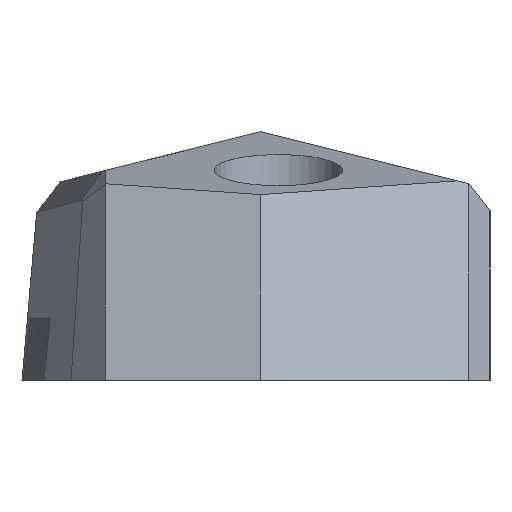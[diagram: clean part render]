
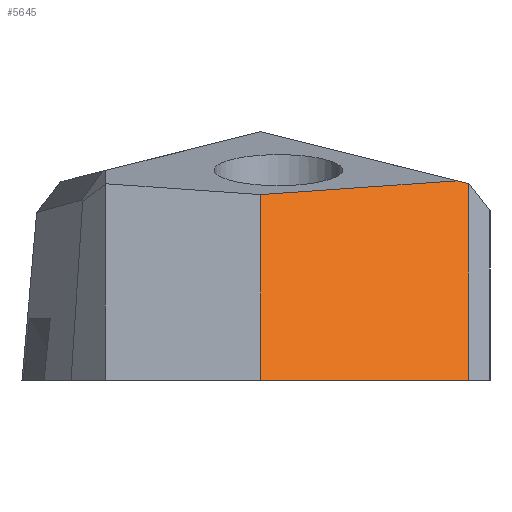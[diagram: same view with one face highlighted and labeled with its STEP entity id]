
A CAD part, left-side view. The second image highlights one B-rep face of the part: STEP entity #5645.
In plain terms, the highlighted planar face has unit normal (-0.912, -0.242, 0.332).
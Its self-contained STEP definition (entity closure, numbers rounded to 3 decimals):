
#202=PLANE('',#6017);
#498=FACE_OUTER_BOUND('',#809,.T.);
#809=EDGE_LOOP('',(#4357,#4358,#4359,#4360,#4361));
#1096=LINE('',#8161,#1839);
#1219=LINE('',#8730,#1962);
#1223=LINE('',#8736,#1966);
#1224=LINE('',#8739,#1967);
#1225=LINE('',#8740,#1968);
#1839=VECTOR('',#6374,10.667);
#1962=VECTOR('',#6625,10.667);
#1966=VECTOR('',#6633,10.667);
#1967=VECTOR('',#6636,10.667);
#1968=VECTOR('',#6637,10.667);
#2637=VERTEX_POINT('',#8158);
#2638=VERTEX_POINT('',#8160);
#2727=VERTEX_POINT('',#8728);
#2728=VERTEX_POINT('',#8729);
#2729=VERTEX_POINT('',#8738);
#3190=EDGE_CURVE('',#2637,#2638,#1096,.T.);
#3336=EDGE_CURVE('',#2727,#2728,#1219,.T.);
#3340=EDGE_CURVE('',#2638,#2728,#1223,.T.);
#3341=EDGE_CURVE('',#2729,#2637,#1224,.T.);
#3342=EDGE_CURVE('',#2727,#2729,#1225,.T.);
#4357=ORIENTED_EDGE('',*,*,#3190,.F.);
#4358=ORIENTED_EDGE('',*,*,#3341,.F.);
#4359=ORIENTED_EDGE('',*,*,#3342,.F.);
#4360=ORIENTED_EDGE('',*,*,#3336,.T.);
#4361=ORIENTED_EDGE('',*,*,#3340,.F.);
#5645=ADVANCED_FACE('',(#498),#202,.T.);
#6017=AXIS2_PLACEMENT_3D('',#8737,#6634,#6635);
#6374=DIRECTION('',(-0.257,0.966,0.));
#6625=DIRECTION('',(-0.279,0.958,-0.067));
#6633=DIRECTION('',(0.342,0.,0.94));
#6634=DIRECTION('center_axis',(-0.912,-0.243,0.332));
#6635=DIRECTION('ref_axis',(0.228,-0.97,-0.083));
#6636=DIRECTION('',(-0.342,0.,-0.94));
#6637=DIRECTION('',(0.167,-0.956,-0.239));
#8158=CARTESIAN_POINT('',(-63.441,-61.55,34.692));
#8160=CARTESIAN_POINT('',(-66.113,-51.504,34.692));
#8161=CARTESIAN_POINT('',(-65.179,-55.015,34.692));
#8728=CARTESIAN_POINT('',(-60.087,-60.987,44.318));
#8729=CARTESIAN_POINT('',(-62.852,-51.504,43.651));
#8730=CARTESIAN_POINT('',(-64.627,-45.417,43.224));
#8736=CARTESIAN_POINT('',(-69.917,-51.504,24.239));
#8737=CARTESIAN_POINT('Origin',(-69.917,-51.504,24.239));
#8738=CARTESIAN_POINT('',(-59.988,-61.55,44.177));
#8739=CARTESIAN_POINT('',(-64.218,-61.55,32.555));
#8740=CARTESIAN_POINT('',(-61.001,-55.761,45.624));
